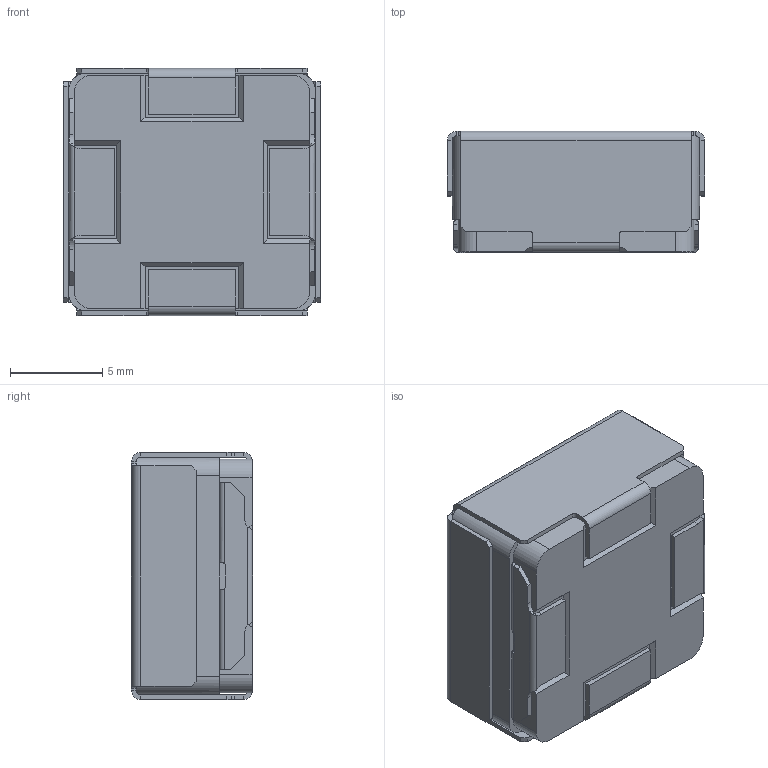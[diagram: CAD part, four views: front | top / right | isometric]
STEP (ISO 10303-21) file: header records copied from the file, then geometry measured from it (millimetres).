
FILE_DESCRIPTION (( 'STEP AP214' ), '1' );
FILE_NAME ('IHLE5050FH.STEP', '2018-02-19T15:48:25', ( '' ), ( '' ), 'SwSTEP 2.0', 'SolidWorks 2017', '' );
FILE_SCHEMA (( 'AUTOMOTIVE_DESIGN' ));
Length unit declared in the file: inch
Products named in the file (1): IHLE5050FH
Bounding box: 13.92 x 6.55 x 13.37 mm (x, y, z)
Volume: 1157.7 mm3; surface area: 930.4 mm2
Topology: 1 solids, 1 shells, 179 faces, 488 edges, 308 vertices
Faces by surface type: plane 123, cylinder 48, bspline 8
Entity records: 8117 total; most frequent: CARTESIAN_POINT 1284, ORIENTED_EDGE 976, DIRECTION 872, EDGE_CURVE 488, LINE 352, VECTOR 352, VERTEX_POINT 308, AXIS2_PLACEMENT_3D 260
